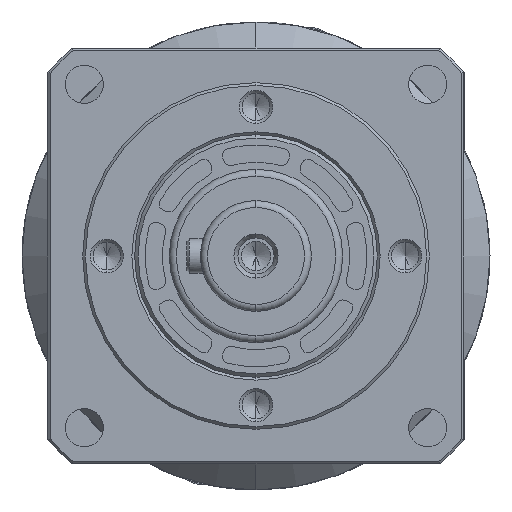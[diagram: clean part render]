
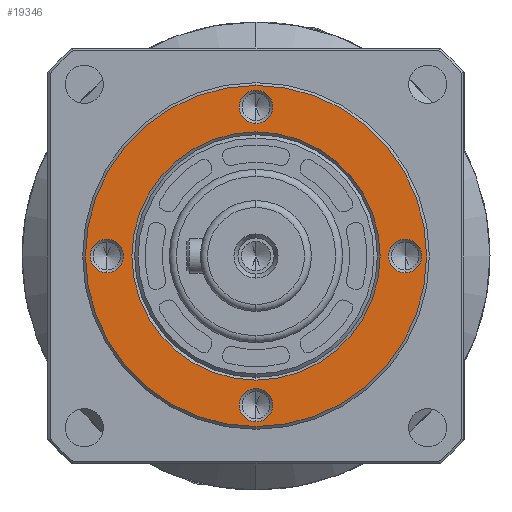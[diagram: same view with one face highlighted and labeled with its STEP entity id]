
A CAD part, left-side view. The second image highlights one B-rep face of the part: STEP entity #19346.
In plain terms, the highlighted planar face has unit normal (-1, 0, 0).
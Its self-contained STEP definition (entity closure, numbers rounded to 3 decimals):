
#6 = VERTEX_POINT ( 'NONE', #8273 ) ;
#412 = EDGE_CURVE ( 'NONE', #6303, #17597, #8782, .T. ) ;
#655 = PLANE ( 'NONE',  #15220 ) ;
#821 = DIRECTION ( 'NONE',  ( 0., 0., -1. ) ) ;
#934 = ORIENTED_EDGE ( 'NONE', *, *, #5953, .T. ) ;
#1586 = AXIS2_PLACEMENT_3D ( 'NONE', #8826, #21587, #10674 ) ;
#1766 = DIRECTION ( 'NONE',  ( -1., 0., 0. ) ) ;
#1772 = ORIENTED_EDGE ( 'NONE', *, *, #11733, .T. ) ;
#2373 = EDGE_CURVE ( 'NONE', #3806, #16266, #17295, .T. ) ;
#2472 = CIRCLE ( 'NONE', #10991, 2.4 ) ;
#2926 = CARTESIAN_POINT ( 'NONE',  ( -7., -21.5, 0. ) ) ;
#2986 = CARTESIAN_POINT ( 'NONE',  ( -7., -21.5, 2.4 ) ) ;
#3046 = CARTESIAN_POINT ( 'NONE',  ( -7., 0., 21.5 ) ) ;
#3675 = AXIS2_PLACEMENT_3D ( 'NONE', #19838, #8936, #21683 ) ;
#3806 = VERTEX_POINT ( 'NONE', #5321 ) ;
#3962 = EDGE_CURVE ( 'NONE', #6, #14846, #12792, .T. ) ;
#4301 = CARTESIAN_POINT ( 'NONE',  ( -7., 21.5, 0. ) ) ;
#4349 = ORIENTED_EDGE ( 'NONE', *, *, #3962, .T. ) ;
#4494 = ORIENTED_EDGE ( 'NONE', *, *, #2373, .T. ) ;
#4768 = DIRECTION ( 'NONE',  ( 0., 0., -1. ) ) ;
#4808 = ORIENTED_EDGE ( 'NONE', *, *, #412, .T. ) ;
#4904 = DIRECTION ( 'NONE',  ( 0., 0., -1. ) ) ;
#5228 = CIRCLE ( 'NONE', #1586, 2.4 ) ;
#5259 = CARTESIAN_POINT ( 'NONE',  ( -7., 0., -21.5 ) ) ;
#5321 = CARTESIAN_POINT ( 'NONE',  ( -7., -21.5, -2.4 ) ) ;
#5497 = CARTESIAN_POINT ( 'NONE',  ( -7., 0., -24.6 ) ) ;
#5953 = EDGE_CURVE ( 'NONE', #13642, #6995, #11290, .T. ) ;
#6134 = FACE_OUTER_BOUND ( 'NONE', #23108, .T. ) ;
#6140 = DIRECTION ( 'NONE',  ( 0., 0., -1. ) ) ;
#6303 = VERTEX_POINT ( 'NONE', #22391 ) ;
#6388 = ORIENTED_EDGE ( 'NONE', *, *, #9181, .T. ) ;
#6437 = CARTESIAN_POINT ( 'NONE',  ( -7., 0., 0. ) ) ;
#6623 = EDGE_CURVE ( 'NONE', #17597, #6303, #5228, .T. ) ;
#6779 = CARTESIAN_POINT ( 'NONE',  ( -7., 21.5, 0. ) ) ;
#6799 = AXIS2_PLACEMENT_3D ( 'NONE', #8653, #21411, #10495 ) ;
#6995 = VERTEX_POINT ( 'NONE', #17022 ) ;
#7067 = DIRECTION ( 'NONE',  ( 0., 0., -1. ) ) ;
#7072 = EDGE_CURVE ( 'NONE', #14846, #6, #16030, .T. ) ;
#7554 = CARTESIAN_POINT ( 'NONE',  ( -7., 0., -17.9 ) ) ;
#8269 = DIRECTION ( 'NONE',  ( 0., 0., -1. ) ) ;
#8273 = CARTESIAN_POINT ( 'NONE',  ( -7., 0., 17.9 ) ) ;
#8307 = CARTESIAN_POINT ( 'NONE',  ( -7., 21.5, 2.4 ) ) ;
#8628 = DIRECTION ( 'NONE',  ( 0., 0., -1. ) ) ;
#8653 = CARTESIAN_POINT ( 'NONE',  ( -7., 0., -21.5 ) ) ;
#8733 = EDGE_CURVE ( 'NONE', #16266, #3806, #21149, .T. ) ;
#8782 = CIRCLE ( 'NONE', #12222, 2.4 ) ;
#8826 = CARTESIAN_POINT ( 'NONE',  ( -7., 0., 21.5 ) ) ;
#8863 = CIRCLE ( 'NONE', #17194, 2.4 ) ;
#8936 = DIRECTION ( 'NONE',  ( 1., 0., 0. ) ) ;
#9044 = AXIS2_PLACEMENT_3D ( 'NONE', #4301, #17056, #6140 ) ;
#9181 = EDGE_CURVE ( 'NONE', #6995, #13642, #8863, .T. ) ;
#9618 = EDGE_CURVE ( 'NONE', #13364, #19613, #20823, .T. ) ;
#9648 = AXIS2_PLACEMENT_3D ( 'NONE', #10095, #22855, #11913 ) ;
#10095 = CARTESIAN_POINT ( 'NONE',  ( -7., 0., 0. ) ) ;
#10137 = ORIENTED_EDGE ( 'NONE', *, *, #9618, .T. ) ;
#10301 = CARTESIAN_POINT ( 'NONE',  ( -7., -21.5, 0. ) ) ;
#10495 = DIRECTION ( 'NONE',  ( 0., 0., -1. ) ) ;
#10674 = DIRECTION ( 'NONE',  ( 0., 0., -1. ) ) ;
#10807 = CIRCLE ( 'NONE', #6799, 2.4 ) ;
#10991 = AXIS2_PLACEMENT_3D ( 'NONE', #5259, #18000, #7067 ) ;
#10997 = FACE_BOUND ( 'NONE', #15202, .T. ) ;
#11231 = FACE_BOUND ( 'NONE', #17120, .T. ) ;
#11290 = CIRCLE ( 'NONE', #9044, 2.4 ) ;
#11649 = CARTESIAN_POINT ( 'NONE',  ( -7., 25., 0. ) ) ;
#11732 = DIRECTION ( 'NONE',  ( 1., 0., 0. ) ) ;
#11733 = EDGE_CURVE ( 'NONE', #18920, #20793, #2472, .T. ) ;
#11848 = CIRCLE ( 'NONE', #12354, 24.6 ) ;
#11913 = DIRECTION ( 'NONE',  ( 0., 0., -1. ) ) ;
#12123 = DIRECTION ( 'NONE',  ( 0., 0., -1. ) ) ;
#12222 = AXIS2_PLACEMENT_3D ( 'NONE', #3046, #15804, #4904 ) ;
#12354 = AXIS2_PLACEMENT_3D ( 'NONE', #12673, #1766, #14486 ) ;
#12461 = ORIENTED_EDGE ( 'NONE', *, *, #6623, .T. ) ;
#12673 = CARTESIAN_POINT ( 'NONE',  ( -7., 0., 0. ) ) ;
#12792 = CIRCLE ( 'NONE', #3675, 17.9 ) ;
#13364 = VERTEX_POINT ( 'NONE', #20188 ) ;
#13642 = VERTEX_POINT ( 'NONE', #8307 ) ;
#13823 = ORIENTED_EDGE ( 'NONE', *, *, #8733, .T. ) ;
#14427 = CARTESIAN_POINT ( 'NONE',  ( -7., 0., -23.9 ) ) ;
#14486 = DIRECTION ( 'NONE',  ( 0., 0., -1. ) ) ;
#14846 = VERTEX_POINT ( 'NONE', #7554 ) ;
#15202 = EDGE_LOOP ( 'NONE', ( #934, #6388 ) ) ;
#15220 = AXIS2_PLACEMENT_3D ( 'NONE', #11649, #11732, #821 ) ;
#15659 = DIRECTION ( 'NONE',  ( 1., 0., 0. ) ) ;
#15804 = DIRECTION ( 'NONE',  ( 1., 0., 0. ) ) ;
#15831 = FACE_BOUND ( 'NONE', #19497, .T. ) ;
#16030 = CIRCLE ( 'NONE', #9648, 17.9 ) ;
#16266 = VERTEX_POINT ( 'NONE', #2986 ) ;
#16332 = EDGE_CURVE ( 'NONE', #20793, #18920, #10807, .T. ) ;
#17022 = CARTESIAN_POINT ( 'NONE',  ( -7., 21.5, -2.4 ) ) ;
#17056 = DIRECTION ( 'NONE',  ( 1., 0., 0. ) ) ;
#17120 = EDGE_LOOP ( 'NONE', ( #13823, #4494 ) ) ;
#17194 = AXIS2_PLACEMENT_3D ( 'NONE', #6779, #19541, #8628 ) ;
#17295 = CIRCLE ( 'NONE', #21528, 2.4 ) ;
#17597 = VERTEX_POINT ( 'NONE', #23235 ) ;
#17657 = EDGE_LOOP ( 'NONE', ( #4349, #23641 ) ) ;
#18000 = DIRECTION ( 'NONE',  ( 1., 0., 0. ) ) ;
#18120 = ORIENTED_EDGE ( 'NONE', *, *, #16332, .T. ) ;
#18546 = ORIENTED_EDGE ( 'NONE', *, *, #19556, .T. ) ;
#18727 = AXIS2_PLACEMENT_3D ( 'NONE', #6437, #19203, #8269 ) ;
#18920 = VERTEX_POINT ( 'NONE', #23082 ) ;
#19203 = DIRECTION ( 'NONE',  ( -1., 0., 0. ) ) ;
#19346 = ADVANCED_FACE ( 'NONE', ( #20940, #11231, #20687, #15831, #10997, #6134 ), #655, .F. ) ;
#19497 = EDGE_LOOP ( 'NONE', ( #1772, #18120 ) ) ;
#19541 = DIRECTION ( 'NONE',  ( 1., 0., 0. ) ) ;
#19556 = EDGE_CURVE ( 'NONE', #19613, #13364, #11848, .T. ) ;
#19613 = VERTEX_POINT ( 'NONE', #5497 ) ;
#19838 = CARTESIAN_POINT ( 'NONE',  ( -7., 0., 0. ) ) ;
#20188 = CARTESIAN_POINT ( 'NONE',  ( -7., 0., 24.6 ) ) ;
#20687 = FACE_BOUND ( 'NONE', #22826, .T. ) ;
#20793 = VERTEX_POINT ( 'NONE', #14427 ) ;
#20823 = CIRCLE ( 'NONE', #18727, 24.6 ) ;
#20940 = FACE_BOUND ( 'NONE', #17657, .T. ) ;
#21149 = CIRCLE ( 'NONE', #23008, 2.4 ) ;
#21411 = DIRECTION ( 'NONE',  ( 1., 0., 0. ) ) ;
#21528 = AXIS2_PLACEMENT_3D ( 'NONE', #10301, #23056, #12123 ) ;
#21587 = DIRECTION ( 'NONE',  ( 1., 0., 0. ) ) ;
#21683 = DIRECTION ( 'NONE',  ( 0., 0., -1. ) ) ;
#22391 = CARTESIAN_POINT ( 'NONE',  ( -7., 0., 19.1 ) ) ;
#22826 = EDGE_LOOP ( 'NONE', ( #12461, #4808 ) ) ;
#22855 = DIRECTION ( 'NONE',  ( 1., 0., 0. ) ) ;
#23008 = AXIS2_PLACEMENT_3D ( 'NONE', #2926, #15659, #4768 ) ;
#23056 = DIRECTION ( 'NONE',  ( 1., 0., 0. ) ) ;
#23082 = CARTESIAN_POINT ( 'NONE',  ( -7., 0., -19.1 ) ) ;
#23108 = EDGE_LOOP ( 'NONE', ( #18546, #10137 ) ) ;
#23235 = CARTESIAN_POINT ( 'NONE',  ( -7., 0., 23.9 ) ) ;
#23641 = ORIENTED_EDGE ( 'NONE', *, *, #7072, .T. ) ;
